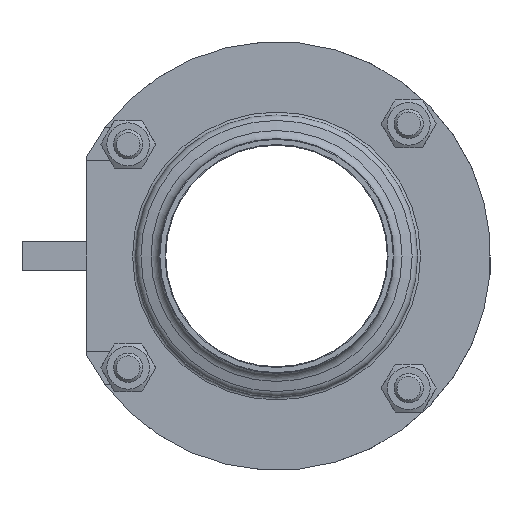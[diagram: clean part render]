
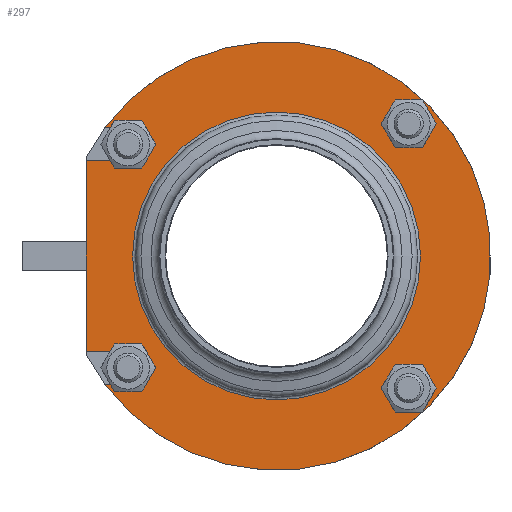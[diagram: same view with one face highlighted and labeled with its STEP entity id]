
A CAD part, left-side view. The second image highlights one B-rep face of the part: STEP entity #297.
In plain terms, the highlighted face is planar.
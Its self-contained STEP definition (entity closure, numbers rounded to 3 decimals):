
#297 = ADVANCED_FACE( '', ( #699, #700, #701, #702 ), #703, .T. );
#699 = FACE_OUTER_BOUND( '', #1365, .T. );
#700 = FACE_BOUND( '', #1366, .T. );
#701 = FACE_BOUND( '', #1367, .T. );
#702 = FACE_BOUND( '', #1368, .T. );
#703 = PLANE( '', #1369 );
#1365 = EDGE_LOOP( '', ( #2428, #2429, #2430, #2431, #2432, #2433, #2434, #2435 ) );
#1366 = EDGE_LOOP( '', ( #2436 ) );
#1367 = EDGE_LOOP( '', ( #2437 ) );
#1368 = EDGE_LOOP( '', ( #2438 ) );
#1369 = AXIS2_PLACEMENT_3D( '', #2439, #2440, #2441 );
#2428 = ORIENTED_EDGE( '', *, *, #3838, .F. );
#2429 = ORIENTED_EDGE( '', *, *, #3835, .F. );
#2430 = ORIENTED_EDGE( '', *, *, #3842, .F. );
#2431 = ORIENTED_EDGE( '', *, *, #3851, .F. );
#2432 = ORIENTED_EDGE( '', *, *, #3852, .T. );
#2433 = ORIENTED_EDGE( '', *, *, #3853, .F. );
#2434 = ORIENTED_EDGE( '', *, *, #3854, .F. );
#2435 = ORIENTED_EDGE( '', *, *, #3855, .F. );
#2436 = ORIENTED_EDGE( '', *, *, #3856, .F. );
#2437 = ORIENTED_EDGE( '', *, *, #3857, .F. );
#2438 = ORIENTED_EDGE( '', *, *, #3858, .F. );
#2439 = CARTESIAN_POINT( '', ( 8., 39.3, 0. ) );
#2440 = DIRECTION( '', ( 1., 0., 0. ) );
#2441 = DIRECTION( '', ( 0., 0., -1. ) );
#3835 = EDGE_CURVE( '', #4474, #4476, #4477, .T. );
#3838 = EDGE_CURVE( '', #4476, #4481, #4482, .T. );
#3842 = EDGE_CURVE( '', #4486, #4474, #4488, .T. );
#3851 = EDGE_CURVE( '', #4504, #4486, #4505, .T. );
#3852 = EDGE_CURVE( '', #4504, #4506, #4507, .T. );
#3853 = EDGE_CURVE( '', #4508, #4506, #4509, .T. );
#3854 = EDGE_CURVE( '', #4510, #4508, #4511, .T. );
#3855 = EDGE_CURVE( '', #4481, #4510, #4512, .T. );
#3856 = EDGE_CURVE( '', #4513, #4513, #4514, .T. );
#3857 = EDGE_CURVE( '', #4515, #4515, #4516, .T. );
#3858 = EDGE_CURVE( '', #4517, #4517, #4518, .T. );
#4474 = VERTEX_POINT( '', #5740 );
#4476 = VERTEX_POINT( '', #5743 );
#4477 = LINE( '', #5744, #5745 );
#4481 = VERTEX_POINT( '', #5751 );
#4482 = LINE( '', #5752, #5753 );
#4486 = VERTEX_POINT( '', #5758 );
#4488 = CIRCLE( '', #5761, 4.5 );
#4504 = VERTEX_POINT( '', #5780 );
#4505 = LINE( '', #5781, #5782 );
#4506 = VERTEX_POINT( '', #5783 );
#4507 = CIRCLE( '', #5784, 58.5 );
#4508 = VERTEX_POINT( '', #5785 );
#4509 = LINE( '', #5786, #5787 );
#4510 = VERTEX_POINT( '', #5788 );
#4511 = CIRCLE( '', #5789, 4.5 );
#4512 = LINE( '', #5790, #5791 );
#4513 = VERTEX_POINT( '', #5792 );
#4514 = CIRCLE( '', #5793, 4.5 );
#4515 = VERTEX_POINT( '', #5794 );
#4516 = CIRCLE( '', #5795, 4.5 );
#4517 = VERTEX_POINT( '', #5796 );
#4518 = CIRCLE( '', #5797, 39.3 );
#5740 = CARTESIAN_POINT( '', ( 8., 40.5, 26. ) );
#5743 = CARTESIAN_POINT( '', ( 8., 52., 26. ) );
#5744 = CARTESIAN_POINT( '', ( 8., 40.5, 26. ) );
#5745 = VECTOR( '', #7594, 1000. );
#5751 = CARTESIAN_POINT( '', ( 8., 52., -26. ) );
#5752 = CARTESIAN_POINT( '', ( 8., 52., 26. ) );
#5753 = VECTOR( '', #7597, 1000. );
#5758 = CARTESIAN_POINT( '', ( 8., 40.5, 35. ) );
#5761 = AXIS2_PLACEMENT_3D( '', #7603, #7604, #7605 );
#5780 = CARTESIAN_POINT( '', ( 8., 46.875, 35. ) );
#5781 = CARTESIAN_POINT( '', ( 8., 62.4, 35. ) );
#5782 = VECTOR( '', #7624, 1000. );
#5783 = CARTESIAN_POINT( '', ( 8., 46.875, -35. ) );
#5784 = AXIS2_PLACEMENT_3D( '', #7625, #7626, #7627 );
#5785 = CARTESIAN_POINT( '', ( 8., 40.5, -35. ) );
#5786 = CARTESIAN_POINT( '', ( 8., 40.5, -35. ) );
#5787 = VECTOR( '', #7628, 1000. );
#5788 = CARTESIAN_POINT( '', ( 8., 40.5, -26. ) );
#5789 = AXIS2_PLACEMENT_3D( '', #7629, #7630, #7631 );
#5790 = CARTESIAN_POINT( '', ( 8., 52., -26. ) );
#5791 = VECTOR( '', #7632, 1000. );
#5792 = CARTESIAN_POINT( '', ( 8., -36.1, 31.6 ) );
#5793 = AXIS2_PLACEMENT_3D( '', #7633, #7634, #7635 );
#5794 = CARTESIAN_POINT( '', ( 8., -36.1, -40.6 ) );
#5795 = AXIS2_PLACEMENT_3D( '', #7636, #7637, #7638 );
#5796 = CARTESIAN_POINT( '', ( 8., 0., -39.3 ) );
#5797 = AXIS2_PLACEMENT_3D( '', #7639, #7640, #7641 );
#7594 = DIRECTION( '', ( 0., 1., 0. ) );
#7597 = DIRECTION( '', ( 0., 0., -1. ) );
#7603 = CARTESIAN_POINT( '', ( 8., 40.5, 30.5 ) );
#7604 = DIRECTION( '', ( 1., 0., 0. ) );
#7605 = DIRECTION( '', ( 0., 0., -1. ) );
#7624 = DIRECTION( '', ( 0., -1., 0. ) );
#7625 = CARTESIAN_POINT( '', ( 8., 0., 0. ) );
#7626 = DIRECTION( '', ( 1., 0., 0. ) );
#7627 = DIRECTION( '', ( 0., 0., -1. ) );
#7628 = DIRECTION( '', ( 0., 1., 0. ) );
#7629 = CARTESIAN_POINT( '', ( 8., 40.5, -30.5 ) );
#7630 = DIRECTION( '', ( 1., 0., 0. ) );
#7631 = DIRECTION( '', ( 0., 0., -1. ) );
#7632 = DIRECTION( '', ( 0., -1., 0. ) );
#7633 = CARTESIAN_POINT( '', ( 8., -36.1, 36.1 ) );
#7634 = DIRECTION( '', ( 1., 0., 0. ) );
#7635 = DIRECTION( '', ( 0., 0., -1. ) );
#7636 = CARTESIAN_POINT( '', ( 8., -36.1, -36.1 ) );
#7637 = DIRECTION( '', ( 1., 0., 0. ) );
#7638 = DIRECTION( '', ( 0., 0., -1. ) );
#7639 = CARTESIAN_POINT( '', ( 8., 0., 0. ) );
#7640 = DIRECTION( '', ( 1., 0., 0. ) );
#7641 = DIRECTION( '', ( 0., 0., -1. ) );
